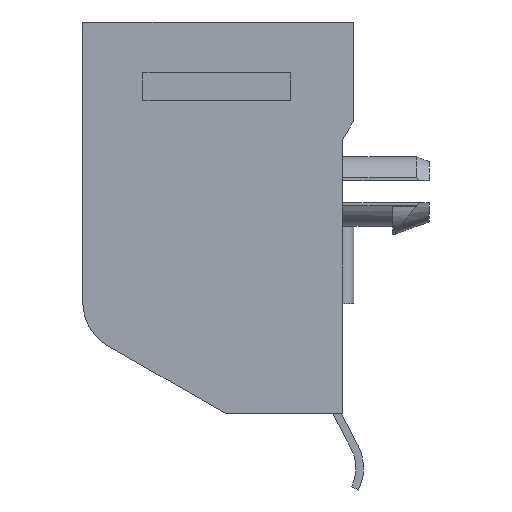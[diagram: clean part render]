
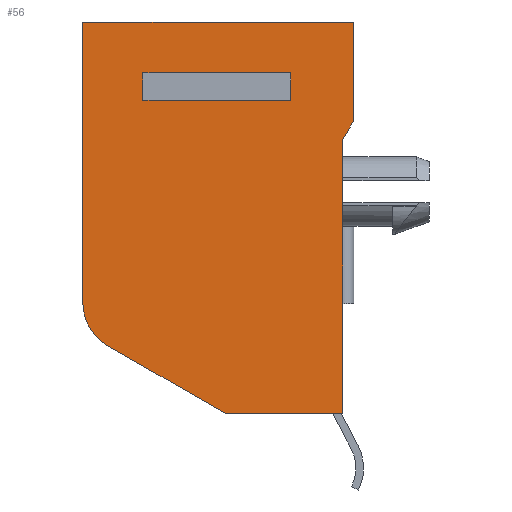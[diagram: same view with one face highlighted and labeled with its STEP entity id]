
A CAD part, left-side view. The second image highlights one B-rep face of the part: STEP entity #56.
In plain terms, the highlighted planar face has unit normal (-1, 0, 0).
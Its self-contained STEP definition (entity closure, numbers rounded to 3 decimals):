
#56=ADVANCED_FACE('',(#260,#261),#262,.T.);
#260=FACE_OUTER_BOUND('',#678,.T.);
#261=FACE_BOUND('',#679,.T.);
#262=PLANE('',#680);
#678=EDGE_LOOP('',(#1156,#1157,#1158,#1159,#1160,#1161,#1162,#1163));
#679=EDGE_LOOP('',(#1164,#1165,#1166,#1167));
#680=AXIS2_PLACEMENT_3D('',#1168,#1169,#1170);
#1156=ORIENTED_EDGE('',*,*,#2742,.T.);
#1157=ORIENTED_EDGE('',*,*,#2743,.T.);
#1158=ORIENTED_EDGE('',*,*,#2744,.T.);
#1159=ORIENTED_EDGE('',*,*,#2745,.T.);
#1160=ORIENTED_EDGE('',*,*,#2746,.T.);
#1161=ORIENTED_EDGE('',*,*,#2747,.T.);
#1162=ORIENTED_EDGE('',*,*,#2748,.T.);
#1163=ORIENTED_EDGE('',*,*,#2749,.T.);
#1164=ORIENTED_EDGE('',*,*,#2750,.T.);
#1165=ORIENTED_EDGE('',*,*,#2751,.F.);
#1166=ORIENTED_EDGE('',*,*,#2752,.F.);
#1167=ORIENTED_EDGE('',*,*,#2753,.T.);
#1168=CARTESIAN_POINT('',(-7.62,0.0,0.0));
#1169=DIRECTION('',(-1.0,0.0,0.0));
#1170=DIRECTION('',(0.0,0.0,1.0));
#2742=EDGE_CURVE('',#3302,#3303,#3304,.T.);
#2743=EDGE_CURVE('',#3303,#3305,#3306,.T.);
#2744=EDGE_CURVE('',#3305,#3307,#3308,.T.);
#2745=EDGE_CURVE('',#3307,#3309,#3310,.T.);
#2746=EDGE_CURVE('',#3309,#3311,#3312,.T.);
#2747=EDGE_CURVE('',#3311,#3313,#3314,.T.);
#2748=EDGE_CURVE('',#3313,#3315,#3316,.T.);
#2749=EDGE_CURVE('',#3315,#3302,#3317,.T.);
#2750=EDGE_CURVE('',#3318,#3319,#3320,.T.);
#2751=EDGE_CURVE('',#3321,#3319,#3322,.T.);
#2752=EDGE_CURVE('',#3323,#3321,#3324,.T.);
#2753=EDGE_CURVE('',#3323,#3318,#3325,.T.);
#3302=VERTEX_POINT('',#4265);
#3303=VERTEX_POINT('',#4266);
#3304=CIRCLE('',#4267,2.337);
#3305=VERTEX_POINT('',#4268);
#3306=LINE('',#4269,#4270);
#3307=VERTEX_POINT('',#4271);
#3308=LINE('',#4272,#4273);
#3309=VERTEX_POINT('',#4274);
#3310=LINE('',#4275,#4276);
#3311=VERTEX_POINT('',#4277);
#3312=LINE('',#4278,#4279);
#3313=VERTEX_POINT('',#4280);
#3314=LINE('',#4281,#4282);
#3315=VERTEX_POINT('',#4283);
#3316=LINE('',#4284,#4285);
#3317=LINE('',#4286,#4287);
#3318=VERTEX_POINT('',#4288);
#3319=VERTEX_POINT('',#4289);
#3320=LINE('',#4290,#4291);
#3321=VERTEX_POINT('',#4292);
#3322=LINE('',#4293,#4294);
#3323=VERTEX_POINT('',#4295);
#3324=LINE('',#4296,#4297);
#3325=LINE('',#4298,#4299);
#4265=CARTESIAN_POINT('',(-7.62,6.287,-12.999));
#4266=CARTESIAN_POINT('',(-7.62,5.118,-15.023));
#4267=AXIS2_PLACEMENT_3D('',#5567,#5568,#5569);
#4268=CARTESIAN_POINT('',(-7.62,-0.318,-18.161));
#4269=CARTESIAN_POINT('',(-7.62,5.118,-15.023));
#4270=VECTOR('',#5570,6.276);
#4271=CARTESIAN_POINT('',(-7.62,-5.779,-18.161));
#4272=CARTESIAN_POINT('',(-7.62,-0.318,-18.161));
#4273=VECTOR('',#5571,5.461);
#4274=CARTESIAN_POINT('',(-7.62,-5.779,-5.461));
#4275=CARTESIAN_POINT('',(-7.62,-5.779,-18.161));
#4276=VECTOR('',#5572,12.7);
#4277=CARTESIAN_POINT('',(-7.62,-6.287,-4.581));
#4278=CARTESIAN_POINT('',(-7.62,-5.779,-5.461));
#4279=VECTOR('',#5573,1.016);
#4280=CARTESIAN_POINT('',(-7.62,-6.287,0.0));
#4281=CARTESIAN_POINT('',(-7.62,-6.287,-4.581));
#4282=VECTOR('',#5574,4.581);
#4283=CARTESIAN_POINT('',(-7.62,6.287,0.0));
#4284=CARTESIAN_POINT('',(-7.62,-6.287,0.0));
#4285=VECTOR('',#5575,12.573);
#4286=CARTESIAN_POINT('',(-7.62,6.287,0.0));
#4287=VECTOR('',#5576,12.999);
#4288=CARTESIAN_POINT('',(-7.62,3.493,-3.632));
#4289=CARTESIAN_POINT('',(-7.62,3.493,-2.362));
#4290=CARTESIAN_POINT('',(-7.62,3.493,-3.632));
#4291=VECTOR('',#5577,1.27);
#4292=CARTESIAN_POINT('',(-7.62,-3.366,-2.362));
#4293=CARTESIAN_POINT('',(-7.62,-3.366,-2.362));
#4294=VECTOR('',#5578,6.858);
#4295=CARTESIAN_POINT('',(-7.62,-3.366,-3.632));
#4296=CARTESIAN_POINT('',(-7.62,-3.366,-3.632));
#4297=VECTOR('',#5579,1.27);
#4298=CARTESIAN_POINT('',(-7.62,-3.366,-3.632));
#4299=VECTOR('',#5580,6.858);
#5567=CARTESIAN_POINT('',(-7.62,3.95,-12.999));
#5568=DIRECTION('',(-1.0,0.0,0.0));
#5569=DIRECTION('',(0.0,1.0,0.0));
#5570=DIRECTION('',(0.0,-0.866,-0.5));
#5571=DIRECTION('',(0.0,-1.0,0.0));
#5572=DIRECTION('',(0.0,0.0,1.0));
#5573=DIRECTION('',(0.0,-0.5,0.866));
#5574=DIRECTION('',(0.0,0.0,1.0));
#5575=DIRECTION('',(0.0,1.0,0.0));
#5576=DIRECTION('',(0.0,0.0,-1.0));
#5577=DIRECTION('',(0.0,0.0,1.0));
#5578=DIRECTION('',(0.0,1.0,0.0));
#5579=DIRECTION('',(0.0,0.0,1.0));
#5580=DIRECTION('',(0.0,1.0,0.0));
